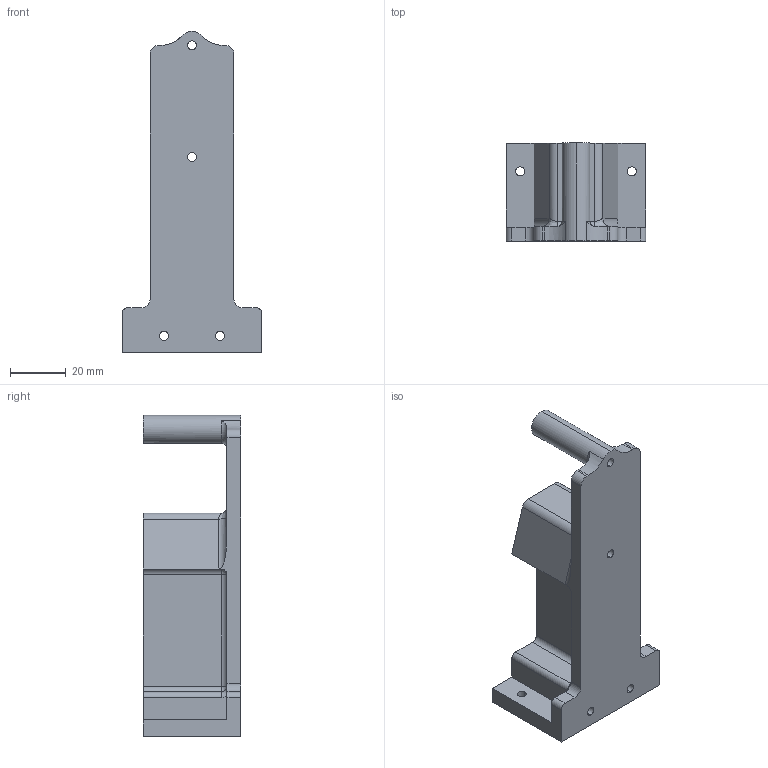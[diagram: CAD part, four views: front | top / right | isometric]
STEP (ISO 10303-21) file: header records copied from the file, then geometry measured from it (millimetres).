
FILE_DESCRIPTION (( 'STEP AP203' ), '1' );
FILE_NAME ('Scrapper mount.STEP', '2024-10-17T11:01:35', ( '' ), ( '' ), 'SwSTEP 2.0', 'SolidWorks 2024', '' );
FILE_SCHEMA (( 'CONFIG_CONTROL_DESIGN' ));
Length unit declared in the file: millimetre
Products named in the file (1): Scrapper mount
Bounding box: 50 x 35 x 115 mm (x, y, z)
Volume: 58682.4 mm3; surface area: 19902.5 mm2
Topology: 1 solids, 1 shells, 79 faces, 210 edges, 129 vertices
Faces by surface type: cylinder 39, plane 30, torus 4, sphere 4, bspline 2
Entity records: 2647 total; most frequent: CARTESIAN_POINT 581, DIRECTION 427, ORIENTED_EDGE 412, EDGE_CURVE 206, AXIS2_PLACEMENT_3D 156, VERTEX_POINT 129, LINE 115, VECTOR 115
